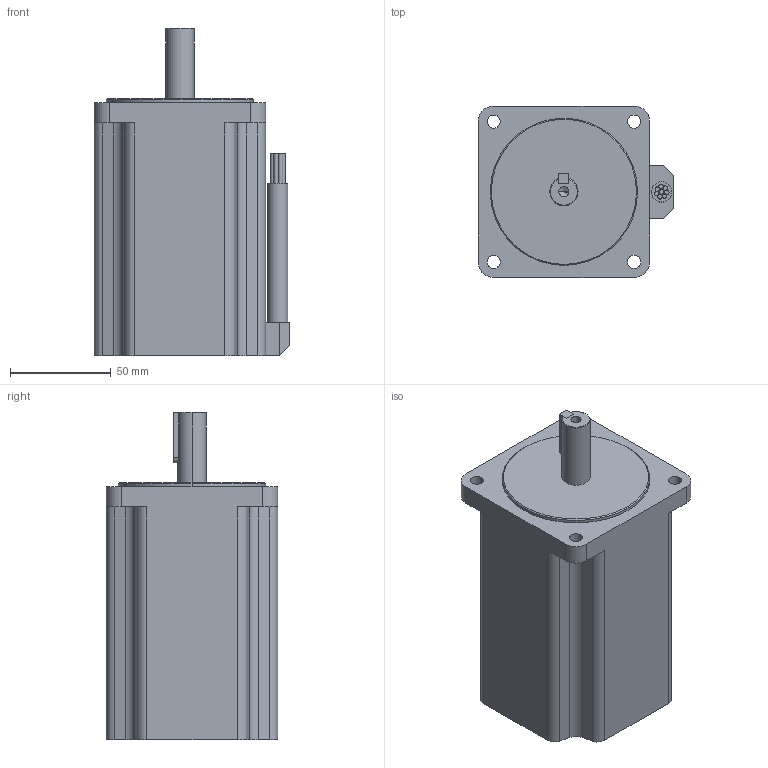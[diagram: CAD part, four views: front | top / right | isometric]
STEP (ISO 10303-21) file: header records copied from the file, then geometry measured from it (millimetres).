
FILE_DESCRIPTION (( 'STEP AP214' ), '1' );
FILE_NAME ('AM34HD2403-M07.STEP', '2018-05-07T08:22:41', ( '' ), ( '' ), 'SwSTEP 2.0', 'SolidWorks 2015', '' );
FILE_SCHEMA (( 'AUTOMOTIVE_DESIGN' ));
Length unit declared in the file: millimetre
Products named in the file (1): AM34HD2403-M07
Bounding box: 97 x 85 x 162.5 mm (x, y, z)
Volume: 829095.9 mm3; surface area: 60019.8 mm2
Topology: 2 solids, 2 shells, 101 faces, 250 edges, 163 vertices
Faces by surface type: cylinder 50, plane 44, cone 7
Entity records: 3101 total; most frequent: DIRECTION 554, CARTESIAN_POINT 550, ORIENTED_EDGE 496, EDGE_CURVE 248, AXIS2_PLACEMENT_3D 207, VERTEX_POINT 163, VECTOR 140, LINE 140
